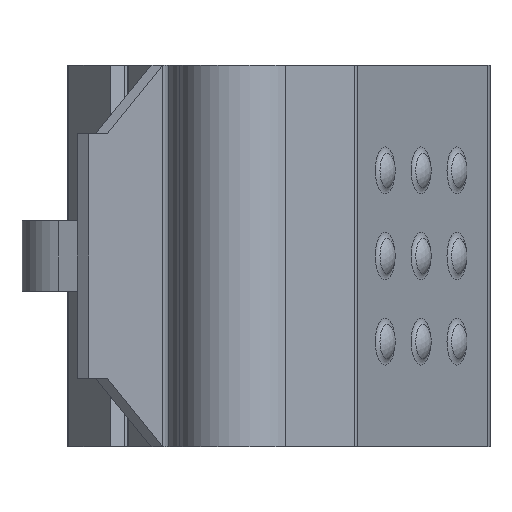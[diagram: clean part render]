
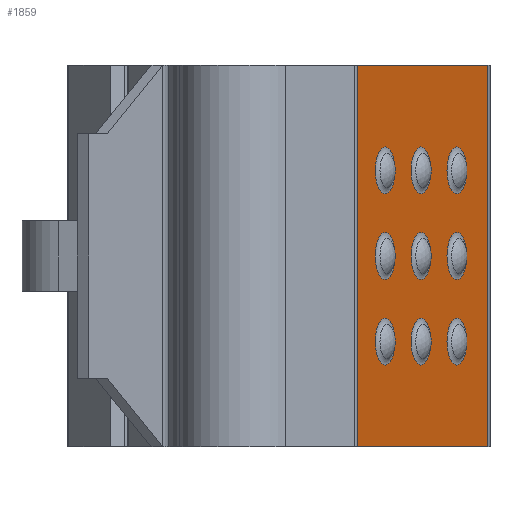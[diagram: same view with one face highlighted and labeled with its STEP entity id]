
A CAD part, front view. The second image highlights one B-rep face of the part: STEP entity #1859.
In plain terms, the highlighted planar face has unit normal (0.908, -0.419, 0).
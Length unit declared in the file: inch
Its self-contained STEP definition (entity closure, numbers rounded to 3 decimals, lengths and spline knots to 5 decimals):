
#6 = AXIS2_PLACEMENT_3D ( 'NONE', #899, #891, #871 ) ;
#13 = CARTESIAN_POINT ( 'NONE',  ( 0.14847, 0.20188, 0.07 ) ) ;
#31 = EDGE_CURVE ( 'NONE', #95, #95, #2281, .T. ) ;
#36 = DIRECTION ( 'NONE',  ( -0.419, -0.908, 0. ) ) ;
#40 = CARTESIAN_POINT ( 'NONE',  ( 0.1404, 0.18439, 0.07 ) ) ;
#41 = EDGE_CURVE ( 'NONE', #1535, #193, #1235, .T. ) ;
#47 = DIRECTION ( 'NONE',  ( 0.908, -0.419, 0. ) ) ;
#62 = CARTESIAN_POINT ( 'NONE',  ( 0.14847, 0.20188, 0. ) ) ;
#64 = CARTESIAN_POINT ( 'NONE',  ( 0.16973, 0.24794, 0.07 ) ) ;
#95 = VERTEX_POINT ( 'NONE', #1776 ) ;
#98 = CARTESIAN_POINT ( 'NONE',  ( 0.11106, 0.12083, 0.07 ) ) ;
#134 = AXIS2_PLACEMENT_3D ( 'NONE', #1504, #1519, #1812 ) ;
#145 = ORIENTED_EDGE ( 'NONE', *, *, #41, .F. ) ;
#153 = EDGE_CURVE ( 'NONE', #1738, #1738, #800, .T. ) ;
#156 = AXIS2_PLACEMENT_3D ( 'NONE', #1623, #1577, #1512 ) ;
#165 = VERTEX_POINT ( 'NONE', #2238 ) ;
#193 = VERTEX_POINT ( 'NONE', #1027 ) ;
#208 = EDGE_CURVE ( 'NONE', #2117, #1535, #3059, .T. ) ;
#209 = FACE_OUTER_BOUND ( 'NONE', #2154, .T. ) ;
#214 = AXIS2_PLACEMENT_3D ( 'NONE', #3006, #1448, #1498 ) ;
#216 = VECTOR ( 'NONE', #867, 39.37008 ) ;
#225 = CARTESIAN_POINT ( 'NONE',  ( 0.16973, 0.24794, -0.07 ) ) ;
#232 = DIRECTION ( 'NONE',  ( -0.419, -0.908, 0. ) ) ;
#293 = DIRECTION ( 'NONE',  ( 0.908, -0.419, 0. ) ) ;
#302 = EDGE_LOOP ( 'NONE', ( #781 ) ) ;
#306 = CARTESIAN_POINT ( 'NONE',  ( 0.14847, 0.20188, -0.07 ) ) ;
#322 = EDGE_LOOP ( 'NONE', ( #561 ) ) ;
#347 = LINE ( 'NONE', #2677, #2830 ) ;
#352 = VERTEX_POINT ( 'NONE', #1533 ) ;
#371 = ORIENTED_EDGE ( 'NONE', *, *, #2579, .F. ) ;
#405 = EDGE_LOOP ( 'NONE', ( #756 ) ) ;
#491 = EDGE_CURVE ( 'NONE', #1112, #1112, #3092, .T. ) ;
#499 = LINE ( 'NONE', #812, #2999 ) ;
#547 = AXIS2_PLACEMENT_3D ( 'NONE', #306, #293, #232 ) ;
#561 = ORIENTED_EDGE ( 'NONE', *, *, #2035, .F. ) ;
#605 = DIRECTION ( 'NONE',  ( 0.908, -0.419, 0. ) ) ;
#635 = FACE_BOUND ( 'NONE', #1178, .T. ) ;
#637 = ORIENTED_EDGE ( 'NONE', *, *, #1344, .F. ) ;
#681 = VECTOR ( 'NONE', #2665, 39.37008 ) ;
#742 = ORIENTED_EDGE ( 'NONE', *, *, #843, .F. ) ;
#749 = FACE_BOUND ( 'NONE', #2643, .T. ) ;
#756 = ORIENTED_EDGE ( 'NONE', *, *, #3114, .F. ) ;
#772 = DIRECTION ( 'NONE',  ( -0.419, -0.908, 0. ) ) ;
#781 = ORIENTED_EDGE ( 'NONE', *, *, #31, .F. ) ;
#800 = CIRCLE ( 'NONE', #1801, 0.01926 ) ;
#812 = CARTESIAN_POINT ( 'NONE',  ( 0.09616, 0.08855, 0.156 ) ) ;
#825 = DIRECTION ( 'NONE',  ( 0., 0., -1. ) ) ;
#843 = EDGE_CURVE ( 'NONE', #352, #352, #2024, .T. ) ;
#867 = DIRECTION ( 'NONE',  ( 0., 0., -1. ) ) ;
#868 = AXIS2_PLACEMENT_3D ( 'NONE', #3148, #917, #1987 ) ;
#871 = DIRECTION ( 'NONE',  ( -0.419, -0.908, 0. ) ) ;
#879 = FACE_BOUND ( 'NONE', #302, .T. ) ;
#891 = DIRECTION ( 'NONE',  ( 0.908, -0.419, 0. ) ) ;
#899 = CARTESIAN_POINT ( 'NONE',  ( 0.11913, 0.13832, 0. ) ) ;
#917 = DIRECTION ( 'NONE',  ( 0.908, -0.419, 0. ) ) ;
#990 = AXIS2_PLACEMENT_3D ( 'NONE', #2545, #1117, #1530 ) ;
#1004 = DIRECTION ( 'NONE',  ( -0.419, -0.908, 0. ) ) ;
#1027 = CARTESIAN_POINT ( 'NONE',  ( 0.09616, 0.08855, -0.156 ) ) ;
#1042 = CIRCLE ( 'NONE', #156, 0.01926 ) ;
#1092 = CIRCLE ( 'NONE', #2097, 0.01926 ) ;
#1112 = VERTEX_POINT ( 'NONE', #98 ) ;
#1117 = DIRECTION ( 'NONE',  ( 0.908, -0.419, 0. ) ) ;
#1139 = CIRCLE ( 'NONE', #6, 0.01926 ) ;
#1178 = EDGE_LOOP ( 'NONE', ( #1858 ) ) ;
#1189 = FACE_BOUND ( 'NONE', #322, .T. ) ;
#1235 = LINE ( 'NONE', #3097, #681 ) ;
#1344 = EDGE_CURVE ( 'NONE', #165, #165, #1139, .T. ) ;
#1373 = ORIENTED_EDGE ( 'NONE', *, *, #2311, .T. ) ;
#1398 = VERTEX_POINT ( 'NONE', #2056 ) ;
#1401 = VERTEX_POINT ( 'NONE', #40 ) ;
#1448 = DIRECTION ( 'NONE',  ( 0.908, -0.419, 0. ) ) ;
#1453 = EDGE_CURVE ( 'NONE', #2226, #2226, #2831, .T. ) ;
#1472 = CARTESIAN_POINT ( 'NONE',  ( 0.09616, 0.08855, 0.156 ) ) ;
#1498 = DIRECTION ( 'NONE',  ( 0.419, 0.908, 0. ) ) ;
#1504 = CARTESIAN_POINT ( 'NONE',  ( 0.11913, 0.13832, 0.07 ) ) ;
#1512 = DIRECTION ( 'NONE',  ( -0.419, -0.908, 0. ) ) ;
#1519 = DIRECTION ( 'NONE',  ( 0.908, -0.419, 0. ) ) ;
#1521 = EDGE_LOOP ( 'NONE', ( #2910 ) ) ;
#1530 = DIRECTION ( 'NONE',  ( -0.419, -0.908, 0. ) ) ;
#1533 = CARTESIAN_POINT ( 'NONE',  ( 0.1404, 0.18439, 0. ) ) ;
#1535 = VERTEX_POINT ( 'NONE', #1692 ) ;
#1577 = DIRECTION ( 'NONE',  ( 0.908, -0.419, 0. ) ) ;
#1620 = DIRECTION ( 'NONE',  ( 0.908, -0.419, 0. ) ) ;
#1623 = CARTESIAN_POINT ( 'NONE',  ( 0.17781, 0.26543, 0. ) ) ;
#1692 = CARTESIAN_POINT ( 'NONE',  ( 0.20279, 0.31955, -0.156 ) ) ;
#1708 = PLANE ( 'NONE',  #214 ) ;
#1738 = VERTEX_POINT ( 'NONE', #64 ) ;
#1776 = CARTESIAN_POINT ( 'NONE',  ( 0.11106, 0.12083, -0.07 ) ) ;
#1801 = AXIS2_PLACEMENT_3D ( 'NONE', #2350, #1620, #1004 ) ;
#1812 = DIRECTION ( 'NONE',  ( -0.419, -0.908, 0. ) ) ;
#1858 = ORIENTED_EDGE ( 'NONE', *, *, #491, .F. ) ;
#1859 = ADVANCED_FACE ( 'NONE', ( #2725, #3203, #1189, #2236, #209, #2320, #635, #749, #3003, #879 ), #1708, .T. ) ;
#1861 = ORIENTED_EDGE ( 'NONE', *, *, #208, .F. ) ;
#1987 = DIRECTION ( 'NONE',  ( -0.419, -0.908, 0. ) ) ;
#2024 = CIRCLE ( 'NONE', #3134, 0.01926 ) ;
#2035 = EDGE_CURVE ( 'NONE', #2678, #2678, #1042, .T. ) ;
#2056 = CARTESIAN_POINT ( 'NONE',  ( 0.1404, 0.18439, -0.07 ) ) ;
#2096 = CARTESIAN_POINT ( 'NONE',  ( 0.20279, 0.31955, 0.156 ) ) ;
#2097 = AXIS2_PLACEMENT_3D ( 'NONE', #13, #605, #772 ) ;
#2117 = VERTEX_POINT ( 'NONE', #2096 ) ;
#2154 = EDGE_LOOP ( 'NONE', ( #145, #1861, #2997, #1373 ) ) ;
#2186 = CIRCLE ( 'NONE', #547, 0.01926 ) ;
#2226 = VERTEX_POINT ( 'NONE', #225 ) ;
#2236 = FACE_BOUND ( 'NONE', #2397, .T. ) ;
#2238 = CARTESIAN_POINT ( 'NONE',  ( 0.11106, 0.12083, 0. ) ) ;
#2281 = CIRCLE ( 'NONE', #868, 0.01926 ) ;
#2311 = EDGE_CURVE ( 'NONE', #3160, #193, #499, .T. ) ;
#2320 = FACE_BOUND ( 'NONE', #2986, .T. ) ;
#2350 = CARTESIAN_POINT ( 'NONE',  ( 0.17781, 0.26543, 0.07 ) ) ;
#2397 = EDGE_LOOP ( 'NONE', ( #371 ) ) ;
#2536 = DIRECTION ( 'NONE',  ( -0.419, -0.908, 0. ) ) ;
#2545 = CARTESIAN_POINT ( 'NONE',  ( 0.17781, 0.26543, -0.07 ) ) ;
#2579 = EDGE_CURVE ( 'NONE', #1401, #1401, #1092, .T. ) ;
#2643 = EDGE_LOOP ( 'NONE', ( #742 ) ) ;
#2645 = CARTESIAN_POINT ( 'NONE',  ( 0.16973, 0.24794, 0. ) ) ;
#2665 = DIRECTION ( 'NONE',  ( -0.419, -0.908, 0. ) ) ;
#2677 = CARTESIAN_POINT ( 'NONE',  ( 0.0955, 0.08712, 0.156 ) ) ;
#2678 = VERTEX_POINT ( 'NONE', #2645 ) ;
#2691 = EDGE_CURVE ( 'NONE', #2117, #3160, #347, .T. ) ;
#2725 = FACE_BOUND ( 'NONE', #405, .T. ) ;
#2743 = EDGE_LOOP ( 'NONE', ( #637 ) ) ;
#2830 = VECTOR ( 'NONE', #2536, 39.37008 ) ;
#2831 = CIRCLE ( 'NONE', #990, 0.01926 ) ;
#2838 = ORIENTED_EDGE ( 'NONE', *, *, #153, .F. ) ;
#2910 = ORIENTED_EDGE ( 'NONE', *, *, #1453, .F. ) ;
#2986 = EDGE_LOOP ( 'NONE', ( #2838 ) ) ;
#2997 = ORIENTED_EDGE ( 'NONE', *, *, #2691, .T. ) ;
#2999 = VECTOR ( 'NONE', #825, 39.37008 ) ;
#3003 = FACE_BOUND ( 'NONE', #1521, .T. ) ;
#3006 = CARTESIAN_POINT ( 'NONE',  ( 0.0955, 0.08712, 0.156 ) ) ;
#3059 = LINE ( 'NONE', #3206, #216 ) ;
#3092 = CIRCLE ( 'NONE', #134, 0.01926 ) ;
#3097 = CARTESIAN_POINT ( 'NONE',  ( 0.0955, 0.08712, -0.156 ) ) ;
#3114 = EDGE_CURVE ( 'NONE', #1398, #1398, #2186, .T. ) ;
#3134 = AXIS2_PLACEMENT_3D ( 'NONE', #62, #47, #36 ) ;
#3148 = CARTESIAN_POINT ( 'NONE',  ( 0.11913, 0.13832, -0.07 ) ) ;
#3160 = VERTEX_POINT ( 'NONE', #1472 ) ;
#3203 = FACE_BOUND ( 'NONE', #2743, .T. ) ;
#3206 = CARTESIAN_POINT ( 'NONE',  ( 0.20279, 0.31955, 0.156 ) ) ;
